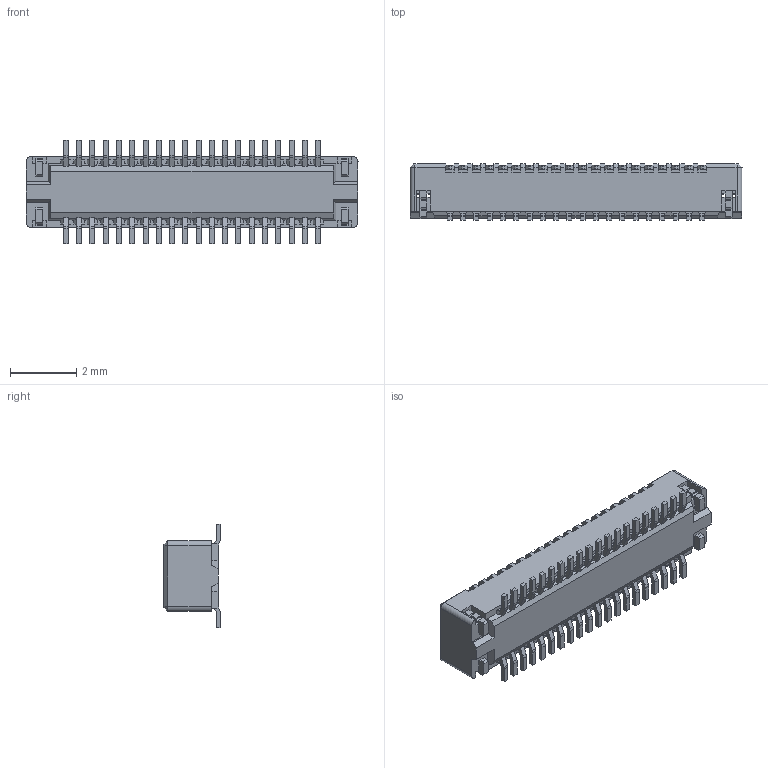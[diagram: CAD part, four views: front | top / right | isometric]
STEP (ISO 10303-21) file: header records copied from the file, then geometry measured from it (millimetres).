
FILE_DESCRIPTION(('STEP AP214'),'1');
FILE_NAME('5017450401.stp','2025-03-24T19:54:13',('TraceParts'),('TraceParts S.A.'),'Spatial InterOp 3D',' ',' ');
FILE_SCHEMA(('AUTOMOTIVE_DESIGN { 1 0 10303 214 1 1 1 1 }'));
Length unit declared in the file: millimetre
Products named in the file (1): 5017450401_1
Bounding box: 10 x 1.7 x 3.13 mm (x, y, z)
Volume: 24.1 mm3; surface area: 122.5 mm2
Topology: 1 solids, 1 shells, 1280 faces, 3898 edges, 2788 vertices
Faces by surface type: plane 1044, cylinder 228, cone 4, torus 4
Entity records: 42980 total; most frequent: CARTESIAN_POINT 7616, ORIENTED_EDGE 7444, DIRECTION 7006, EDGE_CURVE 3722, LINE 3354, VECTOR 3354, VERTEX_POINT 2436, AXIS2_PLACEMENT_3D 1826
